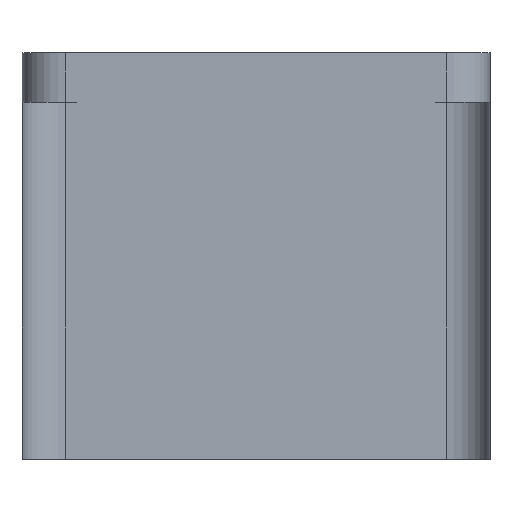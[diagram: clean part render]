
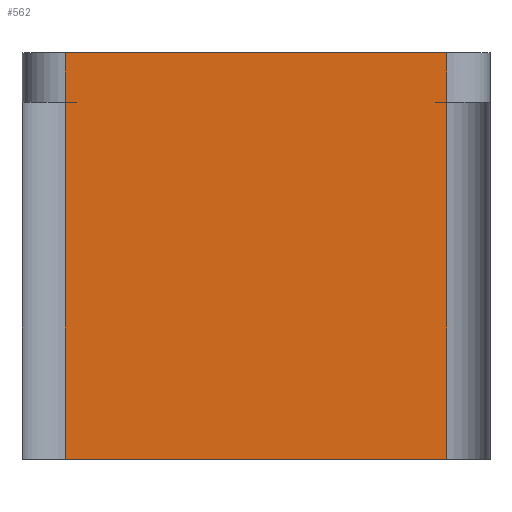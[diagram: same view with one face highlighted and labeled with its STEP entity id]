
A CAD part, left-side view. The second image highlights one B-rep face of the part: STEP entity #562.
In plain terms, the highlighted planar face has unit normal (-1, 0, 0).
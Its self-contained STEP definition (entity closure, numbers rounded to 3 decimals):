
#73=FACE_OUTER_BOUND('',#113,.T.);
#113=EDGE_LOOP('',(#491,#492,#493,#494,#495,#496));
#169=LINE('',#875,#212);
#171=LINE('',#894,#214);
#173=LINE('',#900,#216);
#174=LINE('',#903,#217);
#175=LINE('',#906,#218);
#195=LINE('',#979,#238);
#212=VECTOR('',#693,10.);
#214=VECTOR('',#717,10.);
#216=VECTOR('',#723,10.);
#217=VECTOR('',#726,10.);
#218=VECTOR('',#731,10.);
#238=VECTOR('',#819,10.);
#259=VERTEX_POINT('',#873);
#260=VERTEX_POINT('',#874);
#264=VERTEX_POINT('',#886);
#266=VERTEX_POINT('',#892);
#268=VERTEX_POINT('',#898);
#269=VERTEX_POINT('',#902);
#312=EDGE_CURVE('',#259,#260,#169,.T.);
#322=EDGE_CURVE('',#264,#266,#171,.T.);
#325=EDGE_CURVE('',#268,#259,#173,.T.);
#326=EDGE_CURVE('',#269,#264,#174,.T.);
#328=EDGE_CURVE('',#260,#266,#175,.T.);
#363=EDGE_CURVE('',#268,#269,#195,.T.);
#491=ORIENTED_EDGE('',*,*,#363,.T.);
#492=ORIENTED_EDGE('',*,*,#326,.T.);
#493=ORIENTED_EDGE('',*,*,#322,.T.);
#494=ORIENTED_EDGE('',*,*,#328,.F.);
#495=ORIENTED_EDGE('',*,*,#312,.F.);
#496=ORIENTED_EDGE('',*,*,#325,.F.);
#530=PLANE('',#647);
#562=ADVANCED_FACE('',(#73),#530,.T.);
#647=AXIS2_PLACEMENT_3D('',#978,#817,#818);
#693=DIRECTION('',(0.,0.,-1.));
#717=DIRECTION('',(0.,0.,-1.));
#723=DIRECTION('',(0.,0.,-1.));
#726=DIRECTION('',(0.,0.,-1.));
#731=DIRECTION('',(0.,1.,0.));
#817=DIRECTION('center_axis',(-1.,0.,0.));
#818=DIRECTION('ref_axis',(0.,1.,0.));
#819=DIRECTION('',(0.,1.,0.));
#873=CARTESIAN_POINT('',(-23.93,-11.5,19.));
#874=CARTESIAN_POINT('',(-23.93,-11.5,-2.5));
#875=CARTESIAN_POINT('',(-23.93,-11.5,22.));
#886=CARTESIAN_POINT('',(-23.93,11.5,19.));
#892=CARTESIAN_POINT('',(-23.93,11.5,-2.5));
#894=CARTESIAN_POINT('',(-23.93,11.5,22.));
#898=CARTESIAN_POINT('',(-23.93,-11.5,22.));
#900=CARTESIAN_POINT('',(-23.93,-11.5,22.));
#902=CARTESIAN_POINT('',(-23.93,11.5,22.));
#903=CARTESIAN_POINT('',(-23.93,11.5,22.));
#906=CARTESIAN_POINT('',(-23.93,-11.5,-2.5));
#978=CARTESIAN_POINT('Origin',(-23.93,-11.5,22.));
#979=CARTESIAN_POINT('',(-23.93,-11.5,22.));
